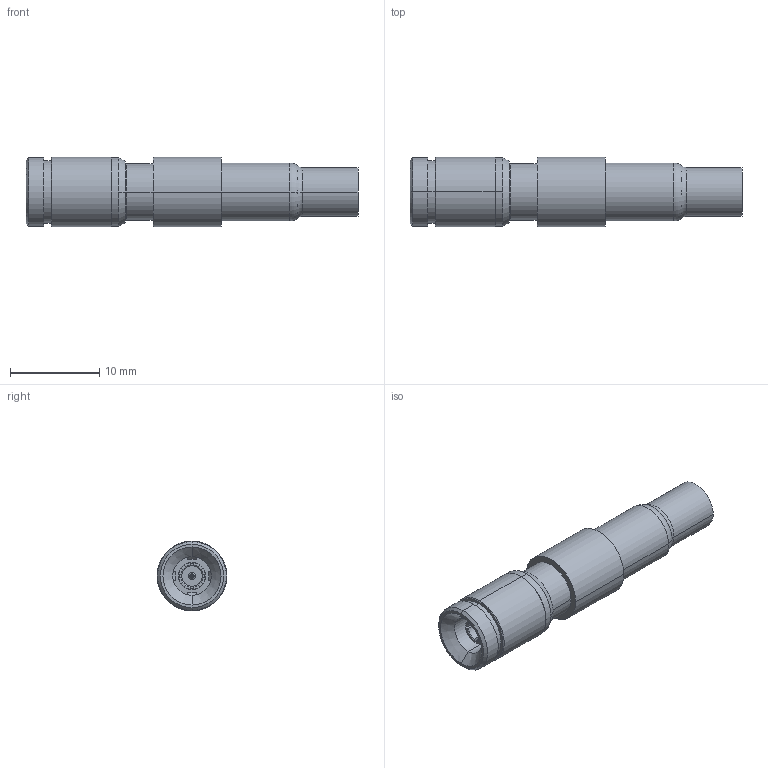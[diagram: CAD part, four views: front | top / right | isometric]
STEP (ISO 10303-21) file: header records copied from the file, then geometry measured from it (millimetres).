
FILE_DESCRIPTION((''),'2;1');
FILE_NAME('282138-75_SW0002','2018-02-23T',('Kaviyarasan'),(''),'CREO PARAMETRIC BY PTC INC, 2017020','CREO PARAMETRIC BY PTC INC, 2017020','');
FILE_SCHEMA(('CONFIG_CONTROL_DESIGN'));
Length unit declared in the file: inch
Products named in the file (1): 282138-75_SW0002
Bounding box: 37.1 x 7.8 x 7.8 mm (x, y, z)
Volume: 1086.1 mm3; surface area: 1771.1 mm2
Topology: 1 solids, 3 shells, 411 faces, 1112 edges, 724 vertices
Faces by surface type: plane 159, cylinder 156, cone 84, torus 12
Entity records: 13735 total; most frequent: CARTESIAN_POINT 3388, ORIENTED_EDGE 2224, DIRECTION 2138, EDGE_CURVE 1112, AXIS2_PLACEMENT_3D 839, VERTEX_POINT 724, VECTOR 460, LINE 460
